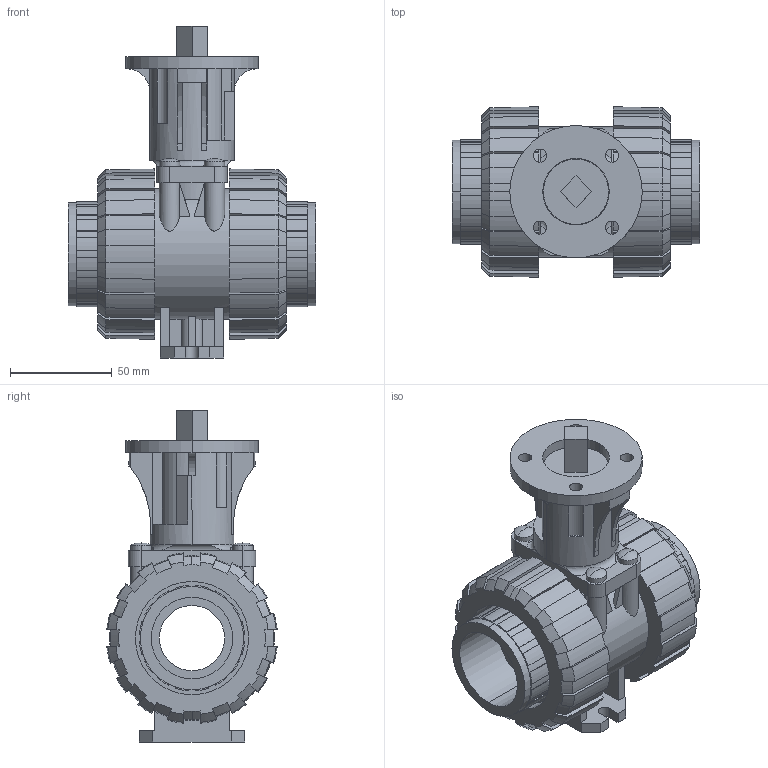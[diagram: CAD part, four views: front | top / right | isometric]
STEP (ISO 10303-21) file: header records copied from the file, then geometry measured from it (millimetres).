
FILE_DESCRIPTION(('STEP AP214'),'1');
FILE_NAME('cctmp_E130449C-8EA5-411E-8FA8-C78E759D16F5_2018_12_7_13_12_45_843..stp','2018-12-07T12:12:46',('Praher Valves GmbH'),('CADClick - www.CADClick.com'),'Spatial InterOp 3D',' ','unknown authorization');
FILE_SCHEMA(('AUTOMOTIVE_DESIGN'));
Length unit declared in the file: millimetre
Products named in the file (12): 128830
Assembly tree (11 placements, depth 2):
  (unnamed)
    128830
    128830
    128830
    128830
    128830
    128830
    128830
    128830
    128830
    128830
    128830
Bounding box: 121.5 x 83.61 x 163 mm (x, y, z)
Volume: 458327.6 mm3; surface area: 130157.9 mm2
Topology: 11 solids, 11 shells, 595 faces, 1662 edges, 1098 vertices
Faces by surface type: plane 287, cylinder 162, cone 136, sphere 8, torus 2
Entity records: 24766 total; most frequent: CARTESIAN_POINT 4594, ORIENTED_EDGE 3308, DIRECTION 3180, EDGE_CURVE 1654, AXIS2_PLACEMENT_3D 1209, VERTEX_POINT 1098, LINE 762, VECTOR 762
